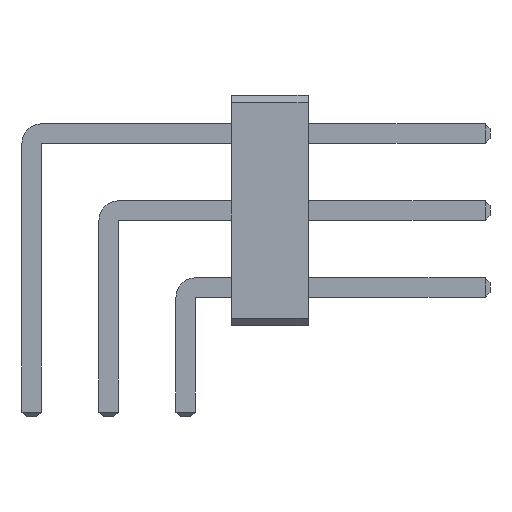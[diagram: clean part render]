
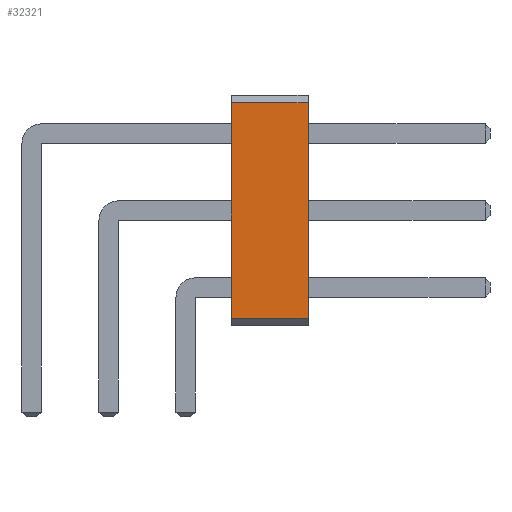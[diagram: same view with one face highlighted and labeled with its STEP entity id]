
A CAD part, front view. The second image highlights one B-rep face of the part: STEP entity #32321.
In plain terms, the highlighted planar face has unit normal (0, -1, 0).
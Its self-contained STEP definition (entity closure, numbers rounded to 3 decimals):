
#32321 = ADVANCED_FACE('',(#32322),#32356,.T.);
#32322 = FACE_BOUND('',#32323,.T.);
#32323 = EDGE_LOOP('',(#32324,#32334,#32342,#32350));
#32324 = ORIENTED_EDGE('',*,*,#32325,.T.);
#32325 = EDGE_CURVE('',#32326,#32328,#32330,.T.);
#32326 = VERTEX_POINT('',#32327);
#32327 = CARTESIAN_POINT('',(6.58,-41.91,0.254));
#32328 = VERTEX_POINT('',#32329);
#32329 = CARTESIAN_POINT('',(9.12,-41.91,0.254));
#32330 = LINE('',#32331,#32332);
#32331 = CARTESIAN_POINT('',(6.58,-41.91,0.254));
#32332 = VECTOR('',#32333,1.);
#32333 = DIRECTION('',(1.,0.,0.));
#32334 = ORIENTED_EDGE('',*,*,#32335,.T.);
#32335 = EDGE_CURVE('',#32328,#32336,#32338,.T.);
#32336 = VERTEX_POINT('',#32337);
#32337 = CARTESIAN_POINT('',(9.12,-41.91,7.366));
#32338 = LINE('',#32339,#32340);
#32339 = CARTESIAN_POINT('',(9.12,-41.91,0.254));
#32340 = VECTOR('',#32341,1.);
#32341 = DIRECTION('',(0.,0.,1.));
#32342 = ORIENTED_EDGE('',*,*,#32343,.F.);
#32343 = EDGE_CURVE('',#32344,#32336,#32346,.T.);
#32344 = VERTEX_POINT('',#32345);
#32345 = CARTESIAN_POINT('',(6.58,-41.91,7.366));
#32346 = LINE('',#32347,#32348);
#32347 = CARTESIAN_POINT('',(6.58,-41.91,7.366));
#32348 = VECTOR('',#32349,1.);
#32349 = DIRECTION('',(1.,0.,0.));
#32350 = ORIENTED_EDGE('',*,*,#32351,.F.);
#32351 = EDGE_CURVE('',#32326,#32344,#32352,.T.);
#32352 = LINE('',#32353,#32354);
#32353 = CARTESIAN_POINT('',(6.58,-41.91,0.254));
#32354 = VECTOR('',#32355,1.);
#32355 = DIRECTION('',(0.,0.,1.));
#32356 = PLANE('',#32357);
#32357 = AXIS2_PLACEMENT_3D('',#32358,#32359,#32360);
#32358 = CARTESIAN_POINT('',(6.58,-41.91,0.254));
#32359 = DIRECTION('',(0.,-1.,0.));
#32360 = DIRECTION('',(0.,0.,1.));
